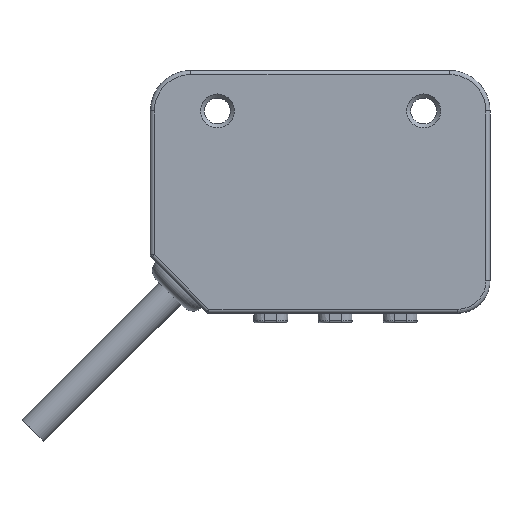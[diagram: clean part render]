
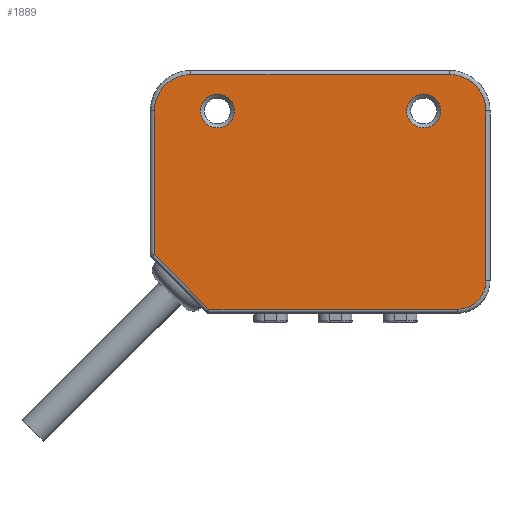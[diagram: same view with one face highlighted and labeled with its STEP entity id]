
A CAD part, left-side view. The second image highlights one B-rep face of the part: STEP entity #1889.
In plain terms, the highlighted planar face has unit normal (-1, 0, 0).
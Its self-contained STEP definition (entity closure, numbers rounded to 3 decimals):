
#1537=ELLIPSE('',#6005,4.501,4.5);
#1538=ELLIPSE('',#6006,3.501,3.5);
#1539=ELLIPSE('',#6007,4.501,4.5);
#1889=ADVANCED_FACE('',(#2251,#2252,#2253),#2161,.F.);
#2161=PLANE('',#6010);
#2251=FACE_BOUND('',#2313,.T.);
#2252=FACE_BOUND('',#2314,.T.);
#2253=FACE_BOUND('',#2315,.T.);
#2313=EDGE_LOOP('',(#3448,#3449,#3450,#3451,#3452,#3453,#3454,#3455));
#2314=EDGE_LOOP('',(#3456));
#2315=EDGE_LOOP('',(#3457));
#2634=LINE('',#7377,#2962);
#2637=LINE('',#7390,#2965);
#2663=LINE('',#7459,#2991);
#2664=LINE('',#7461,#2992);
#2665=LINE('',#7465,#2993);
#2962=VECTOR('',#6345,1.);
#2965=VECTOR('',#6358,1.);
#2991=VECTOR('',#6406,1.);
#2992=VECTOR('',#6407,1.);
#2993=VECTOR('',#6410,1.);
#3448=ORIENTED_EDGE('',*,*,#5265,.F.);
#3449=ORIENTED_EDGE('',*,*,#5231,.T.);
#3450=ORIENTED_EDGE('',*,*,#5266,.T.);
#3451=ORIENTED_EDGE('',*,*,#5267,.T.);
#3452=ORIENTED_EDGE('',*,*,#5268,.T.);
#3453=ORIENTED_EDGE('',*,*,#5269,.T.);
#3454=ORIENTED_EDGE('',*,*,#5270,.T.);
#3455=ORIENTED_EDGE('',*,*,#5225,.T.);
#3456=ORIENTED_EDGE('',*,*,#5271,.T.);
#3457=ORIENTED_EDGE('',*,*,#5272,.T.);
#4772=VERTEX_POINT('',#7376);
#4773=VERTEX_POINT('',#7378);
#4778=VERTEX_POINT('',#7391);
#4779=VERTEX_POINT('',#7392);
#4810=VERTEX_POINT('',#7460);
#4811=VERTEX_POINT('',#7462);
#4812=VERTEX_POINT('',#7464);
#4813=VERTEX_POINT('',#7466);
#4814=VERTEX_POINT('',#7469);
#4815=VERTEX_POINT('',#7471);
#5225=EDGE_CURVE('',#4773,#4772,#2634,.T.);
#5231=EDGE_CURVE('',#4778,#4779,#2637,.T.);
#5265=EDGE_CURVE('',#4778,#4772,#1537,.T.);
#5266=EDGE_CURVE('',#4779,#4810,#2663,.T.);
#5267=EDGE_CURVE('',#4810,#4811,#2664,.T.);
#5268=EDGE_CURVE('',#4811,#4812,#1538,.T.);
#5269=EDGE_CURVE('',#4812,#4813,#2665,.T.);
#5270=EDGE_CURVE('',#4813,#4773,#1539,.T.);
#5271=EDGE_CURVE('',#4814,#4814,#5892,.T.);
#5272=EDGE_CURVE('',#4815,#4815,#5893,.T.);
#5892=CIRCLE('',#6008,2.1);
#5893=CIRCLE('',#6009,2.1);
#6005=AXIS2_PLACEMENT_3D('',#7458,#6404,#6405);
#6006=AXIS2_PLACEMENT_3D('',#7463,#6408,#6409);
#6007=AXIS2_PLACEMENT_3D('',#7467,#6411,#6412);
#6008=AXIS2_PLACEMENT_3D('',#7468,#6413,#6414);
#6009=AXIS2_PLACEMENT_3D('',#7470,#6415,#6416);
#6010=AXIS2_PLACEMENT_3D('',#7472,#6417,#6418);
#6345=DIRECTION('',(0.,1.,0.));
#6358=DIRECTION('',(0.,0.,-1.));
#6404=DIRECTION('',(1.,0.,0.));
#6405=DIRECTION('',(0.,-1.,0.));
#6406=DIRECTION('',(0.,-0.707,-0.707));
#6407=DIRECTION('',(0.,-1.,0.));
#6408=DIRECTION('',(-1.,0.,0.));
#6409=DIRECTION('',(0.,1.,0.));
#6410=DIRECTION('',(0.,0.,1.));
#6411=DIRECTION('',(-1.,0.,0.));
#6412=DIRECTION('',(0.,1.,0.));
#6413=DIRECTION('',(1.,0.,0.));
#6414=DIRECTION('',(0.,1.,0.));
#6415=DIRECTION('',(1.,0.,0.));
#6416=DIRECTION('',(0.,1.,0.));
#6417=DIRECTION('',(1.,0.,0.));
#6418=DIRECTION('',(0.,-1.,0.));
#7376=CARTESIAN_POINT('',(-9.6,11.041,11.2));
#7377=CARTESIAN_POINT('',(-9.6,11.05,11.2));
#7378=CARTESIAN_POINT('',(-9.6,-20.941,11.2));
#7390=CARTESIAN_POINT('',(-9.6,15.541,-10.543));
#7391=CARTESIAN_POINT('',(-9.6,15.541,6.7));
#7392=CARTESIAN_POINT('',(-9.6,15.541,-11.051));
#7458=CARTESIAN_POINT('',(-9.6,11.041,6.7));
#7459=CARTESIAN_POINT('',(-9.6,267.846,241.253));
#7460=CARTESIAN_POINT('',(-9.6,8.793,-17.8));
#7461=CARTESIAN_POINT('',(-9.6,-21.95,-17.8));
#7462=CARTESIAN_POINT('',(-9.6,-21.941,-17.8));
#7463=CARTESIAN_POINT('',(-9.6,-21.941,-14.3));
#7464=CARTESIAN_POINT('',(-9.6,-25.441,-14.3));
#7465=CARTESIAN_POINT('',(-9.6,-25.441,6.7));
#7466=CARTESIAN_POINT('',(-9.6,-25.441,6.7));
#7467=CARTESIAN_POINT('',(-9.6,-20.941,6.7));
#7468=CARTESIAN_POINT('',(-9.6,-17.75,6.7));
#7469=CARTESIAN_POINT('',(-9.6,-15.65,6.7));
#7470=CARTESIAN_POINT('',(-9.6,7.75,6.7));
#7471=CARTESIAN_POINT('',(-9.6,9.85,6.7));
#7472=CARTESIAN_POINT('',(-9.6,676.91,-167.812));
